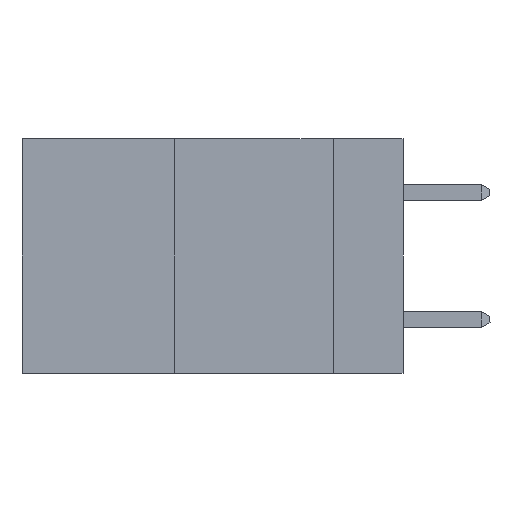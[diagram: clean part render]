
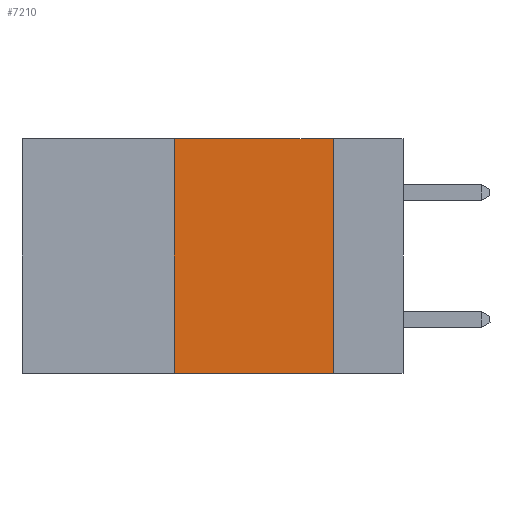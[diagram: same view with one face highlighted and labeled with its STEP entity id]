
A CAD part, left-side view. The second image highlights one B-rep face of the part: STEP entity #7210.
In plain terms, the highlighted planar face has unit normal (-1, 0, 0).
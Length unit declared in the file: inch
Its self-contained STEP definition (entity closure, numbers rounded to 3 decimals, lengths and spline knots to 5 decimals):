
#450 = VECTOR ( 'NONE', #1557, 39.37008 ) ;
#495 = CARTESIAN_POINT ( 'NONE',  ( 0., 0.11, 0. ) ) ;
#870 = DIRECTION ( 'NONE',  ( 0., -1., 0. ) ) ;
#888 = LINE ( 'NONE', #11510, #450 ) ;
#1003 = CARTESIAN_POINT ( 'NONE',  ( 0., 0.36, 0. ) ) ;
#1167 = CARTESIAN_POINT ( 'NONE',  ( 0., 0.36, 0. ) ) ;
#1183 = VECTOR ( 'NONE', #15389, 39.37008 ) ;
#1557 = DIRECTION ( 'NONE',  ( 0., 0., -1. ) ) ;
#1634 = LINE ( 'NONE', #15318, #1183 ) ;
#2733 = EDGE_CURVE ( 'NONE', #2891, #5955, #1634, .T. ) ;
#2891 = VERTEX_POINT ( 'NONE', #5967 ) ;
#2904 = ORIENTED_EDGE ( 'NONE', *, *, #10651, .F. ) ;
#3025 = EDGE_LOOP ( 'NONE', ( #2904, #10524, #17740, #7165 ) ) ;
#3604 = CARTESIAN_POINT ( 'NONE',  ( 0., 0.6, 0. ) ) ;
#4309 = VECTOR ( 'NONE', #870, 39.37008 ) ;
#4994 = FACE_OUTER_BOUND ( 'NONE', #3025, .T. ) ;
#5955 = VERTEX_POINT ( 'NONE', #16034 ) ;
#5967 = CARTESIAN_POINT ( 'NONE',  ( 0., 0.36, -0.37 ) ) ;
#6935 = PLANE ( 'NONE',  #11886 ) ;
#7008 = EDGE_CURVE ( 'NONE', #10951, #9434, #15937, .T. ) ;
#7165 = ORIENTED_EDGE ( 'NONE', *, *, #2733, .T. ) ;
#7178 = EDGE_CURVE ( 'NONE', #2891, #10951, #16541, .T. ) ;
#7210 = ADVANCED_FACE ( 'NONE', ( #4994 ), #6935, .F. ) ;
#8339 = DIRECTION ( 'NONE',  ( 0., 0., 1. ) ) ;
#8406 = DIRECTION ( 'NONE',  ( 0., 0., -1. ) ) ;
#8845 = VECTOR ( 'NONE', #8339, 39.37008 ) ;
#9434 = VERTEX_POINT ( 'NONE', #495 ) ;
#10524 = ORIENTED_EDGE ( 'NONE', *, *, #7008, .F. ) ;
#10651 = EDGE_CURVE ( 'NONE', #9434, #5955, #888, .T. ) ;
#10951 = VERTEX_POINT ( 'NONE', #1003 ) ;
#11510 = CARTESIAN_POINT ( 'NONE',  ( 0., 0.11, 0. ) ) ;
#11886 = AXIS2_PLACEMENT_3D ( 'NONE', #13874, #16627, #8406 ) ;
#13874 = CARTESIAN_POINT ( 'NONE',  ( 0., 0.6, 0. ) ) ;
#15318 = CARTESIAN_POINT ( 'NONE',  ( 0., 0.6, -0.37 ) ) ;
#15389 = DIRECTION ( 'NONE',  ( 0., -1., 0. ) ) ;
#15937 = LINE ( 'NONE', #3604, #4309 ) ;
#16034 = CARTESIAN_POINT ( 'NONE',  ( 0., 0.11, -0.37 ) ) ;
#16541 = LINE ( 'NONE', #1167, #8845 ) ;
#16627 = DIRECTION ( 'NONE',  ( 1., 0., 0. ) ) ;
#17740 = ORIENTED_EDGE ( 'NONE', *, *, #7178, .F. ) ;
